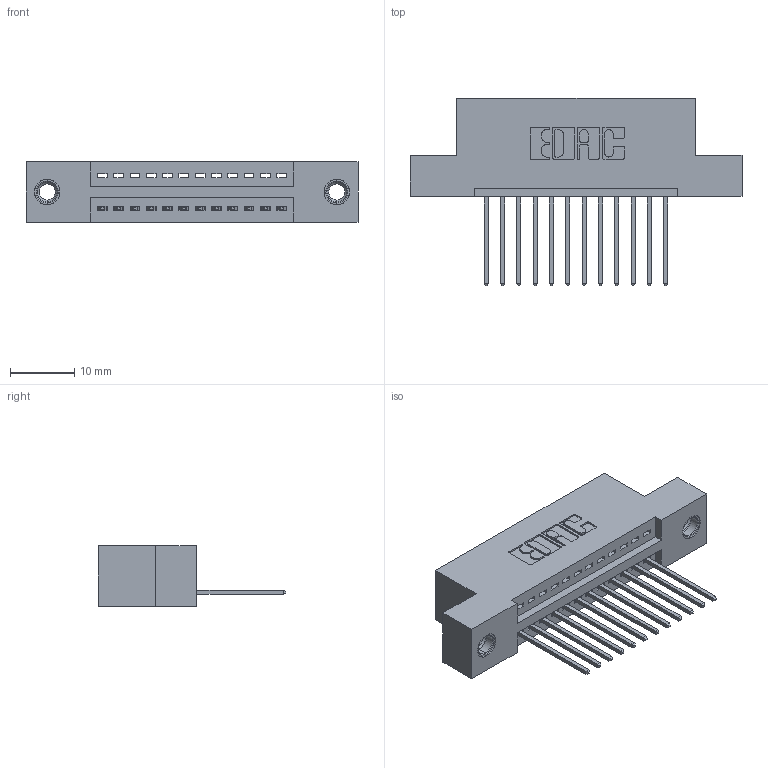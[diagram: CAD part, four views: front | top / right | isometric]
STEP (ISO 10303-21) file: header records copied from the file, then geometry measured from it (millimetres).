
FILE_DESCRIPTION (( 'STEP AP203' ), '1' );
FILE_NAME ('395-012-540-107.STEP', '2019-10-16T00:54:12', ( '' ), ( '' ), 'SwSTEP 2.0', 'SolidWorks 2016', '' );
FILE_SCHEMA (( 'CONFIG_CONTROL_DESIGN' ));
Length unit declared in the file: inch
Products named in the file (4): 345-292-001_345-293-140; 395-012-540-107; 345 Part_Flush Mounting Lugs - 0.156 Dia-TI; 345-250-001_345-250-005-103
Assembly tree (15 placements, depth 2):
  395-012-540-107
    345 Part_Flush Mounting Lugs - 0.156 Dia-TI
    345-292-001_345-293-140  x12
    345-250-001_345-250-005-103  x2
Bounding box: 51.69 x 29.13 x 9.4 mm (x, y, z)
Volume: 4666.5 mm3; surface area: 5943.1 mm2
Topology: 15 solids, 15 shells, 882 faces, 2589 edges, 1702 vertices
Faces by surface type: plane 592, cylinder 274, cone 12, torus 4
Entity records: 14274 total; most frequent: CARTESIAN_POINT 2455, ORIENTED_EDGE 2394, DIRECTION 2215, EDGE_CURVE 1197, LINE 997, VECTOR 997, VERTEX_POINT 792, AXIS2_PLACEMENT_3D 609
